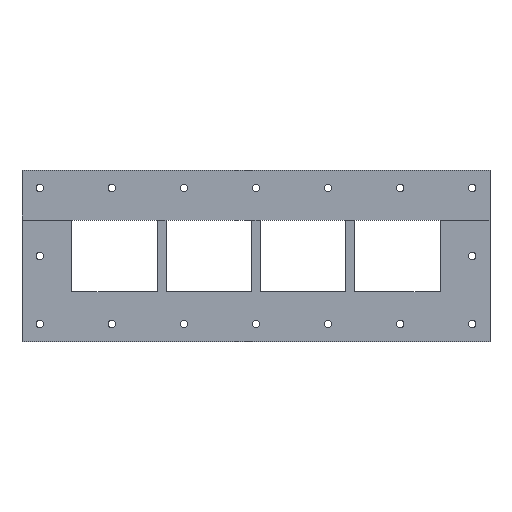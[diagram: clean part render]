
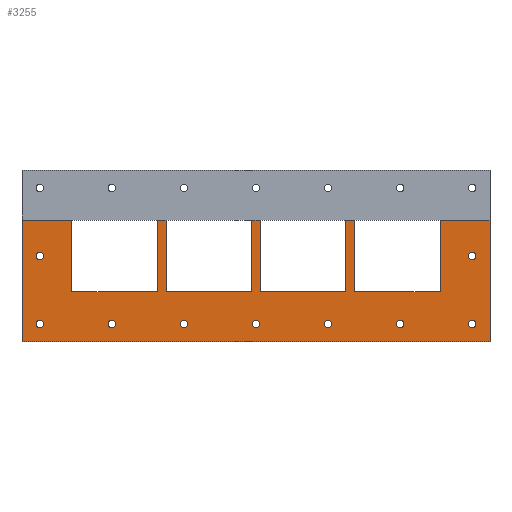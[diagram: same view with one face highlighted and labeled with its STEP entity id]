
A CAD part, top view. The second image highlights one B-rep face of the part: STEP entity #3255.
In plain terms, the highlighted planar face has unit normal (0, 0, 1).
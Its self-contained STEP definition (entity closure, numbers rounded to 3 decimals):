
#288=FACE_BOUND('',#779,.T.);
#289=FACE_BOUND('',#780,.T.);
#290=FACE_BOUND('',#781,.T.);
#291=FACE_BOUND('',#782,.T.);
#292=FACE_BOUND('',#783,.T.);
#293=FACE_BOUND('',#784,.T.);
#294=FACE_BOUND('',#785,.T.);
#295=FACE_BOUND('',#786,.T.);
#296=FACE_BOUND('',#787,.T.);
#418=CIRCLE('',#3690,5.25);
#419=CIRCLE('',#3691,5.25);
#420=CIRCLE('',#3692,5.25);
#421=CIRCLE('',#3693,5.25);
#422=CIRCLE('',#3694,5.25);
#423=CIRCLE('',#3695,5.25);
#424=CIRCLE('',#3696,5.25);
#425=CIRCLE('',#3697,5.25);
#426=CIRCLE('',#3698,5.25);
#582=FACE_OUTER_BOUND('',#778,.T.);
#778=EDGE_LOOP('',(#2434,#2435,#2436,#2437,#2438,#2439,#2440,#2441,#2442,
#2443,#2444,#2445,#2446,#2447,#2448,#2449,#2450,#2451,#2452,#2453));
#779=EDGE_LOOP('',(#2454));
#780=EDGE_LOOP('',(#2455));
#781=EDGE_LOOP('',(#2456));
#782=EDGE_LOOP('',(#2457));
#783=EDGE_LOOP('',(#2458));
#784=EDGE_LOOP('',(#2459));
#785=EDGE_LOOP('',(#2460));
#786=EDGE_LOOP('',(#2461));
#787=EDGE_LOOP('',(#2462));
#1065=LINE('',#5155,#1322);
#1070=LINE('',#5165,#1327);
#1073=LINE('',#5172,#1330);
#1096=LINE('',#5218,#1353);
#1097=LINE('',#5220,#1354);
#1098=LINE('',#5222,#1355);
#1099=LINE('',#5224,#1356);
#1100=LINE('',#5226,#1357);
#1101=LINE('',#5228,#1358);
#1102=LINE('',#5230,#1359);
#1103=LINE('',#5232,#1360);
#1104=LINE('',#5234,#1361);
#1105=LINE('',#5236,#1362);
#1106=LINE('',#5238,#1363);
#1107=LINE('',#5240,#1364);
#1108=LINE('',#5242,#1365);
#1109=LINE('',#5244,#1366);
#1110=LINE('',#5246,#1367);
#1111=LINE('',#5247,#1368);
#1112=LINE('',#5248,#1369);
#1322=VECTOR('',#4171,10.);
#1327=VECTOR('',#4178,10.);
#1330=VECTOR('',#4183,10.);
#1353=VECTOR('',#4214,10.);
#1354=VECTOR('',#4215,10.);
#1355=VECTOR('',#4216,10.);
#1356=VECTOR('',#4217,10.);
#1357=VECTOR('',#4218,10.);
#1358=VECTOR('',#4219,10.);
#1359=VECTOR('',#4220,10.);
#1360=VECTOR('',#4221,10.);
#1361=VECTOR('',#4222,10.);
#1362=VECTOR('',#4223,10.);
#1363=VECTOR('',#4224,10.);
#1364=VECTOR('',#4225,10.);
#1365=VECTOR('',#4226,10.);
#1366=VECTOR('',#4227,10.);
#1367=VECTOR('',#4228,10.);
#1368=VECTOR('',#4229,10.);
#1369=VECTOR('',#4230,10.);
#1591=VERTEX_POINT('',#5153);
#1592=VERTEX_POINT('',#5154);
#1595=VERTEX_POINT('',#5162);
#1596=VERTEX_POINT('',#5164);
#1598=VERTEX_POINT('',#5170);
#1599=VERTEX_POINT('',#5171);
#1619=VERTEX_POINT('',#5219);
#1620=VERTEX_POINT('',#5221);
#1621=VERTEX_POINT('',#5223);
#1622=VERTEX_POINT('',#5225);
#1623=VERTEX_POINT('',#5227);
#1624=VERTEX_POINT('',#5229);
#1625=VERTEX_POINT('',#5231);
#1626=VERTEX_POINT('',#5233);
#1627=VERTEX_POINT('',#5235);
#1628=VERTEX_POINT('',#5237);
#1629=VERTEX_POINT('',#5239);
#1630=VERTEX_POINT('',#5241);
#1631=VERTEX_POINT('',#5243);
#1632=VERTEX_POINT('',#5245);
#1633=VERTEX_POINT('',#5249);
#1634=VERTEX_POINT('',#5251);
#1635=VERTEX_POINT('',#5253);
#1636=VERTEX_POINT('',#5255);
#1637=VERTEX_POINT('',#5257);
#1638=VERTEX_POINT('',#5259);
#1639=VERTEX_POINT('',#5261);
#1640=VERTEX_POINT('',#5263);
#1641=VERTEX_POINT('',#5265);
#1901=EDGE_CURVE('',#1591,#1592,#1065,.T.);
#1906=EDGE_CURVE('',#1596,#1595,#1070,.T.);
#1909=EDGE_CURVE('',#1598,#1599,#1073,.T.);
#1934=EDGE_CURVE('',#1595,#1598,#1096,.T.);
#1935=EDGE_CURVE('',#1599,#1619,#1097,.T.);
#1936=EDGE_CURVE('',#1619,#1620,#1098,.T.);
#1937=EDGE_CURVE('',#1620,#1621,#1099,.T.);
#1938=EDGE_CURVE('',#1621,#1622,#1100,.T.);
#1939=EDGE_CURVE('',#1622,#1623,#1101,.T.);
#1940=EDGE_CURVE('',#1623,#1624,#1102,.T.);
#1941=EDGE_CURVE('',#1624,#1625,#1103,.T.);
#1942=EDGE_CURVE('',#1625,#1626,#1104,.T.);
#1943=EDGE_CURVE('',#1626,#1627,#1105,.T.);
#1944=EDGE_CURVE('',#1627,#1628,#1106,.T.);
#1945=EDGE_CURVE('',#1628,#1629,#1107,.T.);
#1946=EDGE_CURVE('',#1629,#1630,#1108,.T.);
#1947=EDGE_CURVE('',#1630,#1631,#1109,.T.);
#1948=EDGE_CURVE('',#1631,#1632,#1110,.T.);
#1949=EDGE_CURVE('',#1632,#1591,#1111,.T.);
#1950=EDGE_CURVE('',#1592,#1596,#1112,.T.);
#1951=EDGE_CURVE('',#1633,#1633,#418,.T.);
#1952=EDGE_CURVE('',#1634,#1634,#419,.T.);
#1953=EDGE_CURVE('',#1635,#1635,#420,.T.);
#1954=EDGE_CURVE('',#1636,#1636,#421,.T.);
#1955=EDGE_CURVE('',#1637,#1637,#422,.T.);
#1956=EDGE_CURVE('',#1638,#1638,#423,.T.);
#1957=EDGE_CURVE('',#1639,#1639,#424,.T.);
#1958=EDGE_CURVE('',#1640,#1640,#425,.T.);
#1959=EDGE_CURVE('',#1641,#1641,#426,.T.);
#2434=ORIENTED_EDGE('',*,*,#1906,.T.);
#2435=ORIENTED_EDGE('',*,*,#1934,.T.);
#2436=ORIENTED_EDGE('',*,*,#1909,.T.);
#2437=ORIENTED_EDGE('',*,*,#1935,.T.);
#2438=ORIENTED_EDGE('',*,*,#1936,.T.);
#2439=ORIENTED_EDGE('',*,*,#1937,.T.);
#2440=ORIENTED_EDGE('',*,*,#1938,.T.);
#2441=ORIENTED_EDGE('',*,*,#1939,.T.);
#2442=ORIENTED_EDGE('',*,*,#1940,.T.);
#2443=ORIENTED_EDGE('',*,*,#1941,.T.);
#2444=ORIENTED_EDGE('',*,*,#1942,.T.);
#2445=ORIENTED_EDGE('',*,*,#1943,.T.);
#2446=ORIENTED_EDGE('',*,*,#1944,.T.);
#2447=ORIENTED_EDGE('',*,*,#1945,.T.);
#2448=ORIENTED_EDGE('',*,*,#1946,.T.);
#2449=ORIENTED_EDGE('',*,*,#1947,.T.);
#2450=ORIENTED_EDGE('',*,*,#1948,.T.);
#2451=ORIENTED_EDGE('',*,*,#1949,.T.);
#2452=ORIENTED_EDGE('',*,*,#1901,.T.);
#2453=ORIENTED_EDGE('',*,*,#1950,.T.);
#2454=ORIENTED_EDGE('',*,*,#1951,.T.);
#2455=ORIENTED_EDGE('',*,*,#1952,.T.);
#2456=ORIENTED_EDGE('',*,*,#1953,.T.);
#2457=ORIENTED_EDGE('',*,*,#1954,.T.);
#2458=ORIENTED_EDGE('',*,*,#1955,.T.);
#2459=ORIENTED_EDGE('',*,*,#1956,.T.);
#2460=ORIENTED_EDGE('',*,*,#1957,.T.);
#2461=ORIENTED_EDGE('',*,*,#1958,.T.);
#2462=ORIENTED_EDGE('',*,*,#1959,.T.);
#3143=PLANE('',#3689);
#3255=ADVANCED_FACE('',(#582,#288,#289,#290,#291,#292,#293,#294,#295,#296),
#3143,.T.);
#3689=AXIS2_PLACEMENT_3D('',#5217,#4212,#4213);
#3690=AXIS2_PLACEMENT_3D('',#5250,#4231,#4232);
#3691=AXIS2_PLACEMENT_3D('',#5252,#4233,#4234);
#3692=AXIS2_PLACEMENT_3D('',#5254,#4235,#4236);
#3693=AXIS2_PLACEMENT_3D('',#5256,#4237,#4238);
#3694=AXIS2_PLACEMENT_3D('',#5258,#4239,#4240);
#3695=AXIS2_PLACEMENT_3D('',#5260,#4241,#4242);
#3696=AXIS2_PLACEMENT_3D('',#5262,#4243,#4244);
#3697=AXIS2_PLACEMENT_3D('',#5264,#4245,#4246);
#3698=AXIS2_PLACEMENT_3D('',#5266,#4247,#4248);
#4171=DIRECTION('',(0.,1.,0.));
#4178=DIRECTION('',(0.,-1.,0.));
#4183=DIRECTION('',(0.,1.,0.));
#4212=DIRECTION('center_axis',(0.,0.,1.));
#4213=DIRECTION('ref_axis',(1.,0.,0.));
#4214=DIRECTION('',(1.,0.,0.));
#4215=DIRECTION('',(-1.,0.,0.));
#4216=DIRECTION('',(0.,-1.,0.));
#4217=DIRECTION('',(-1.,0.,0.));
#4218=DIRECTION('',(0.,1.,0.));
#4219=DIRECTION('',(-1.,0.,0.));
#4220=DIRECTION('',(0.,-1.,0.));
#4221=DIRECTION('',(-1.,0.,0.));
#4222=DIRECTION('',(0.,1.,0.));
#4223=DIRECTION('',(-1.,0.,0.));
#4224=DIRECTION('',(0.,-1.,0.));
#4225=DIRECTION('',(-1.,0.,0.));
#4226=DIRECTION('',(0.,1.,0.));
#4227=DIRECTION('',(-1.,0.,0.));
#4228=DIRECTION('',(0.,-1.,0.));
#4229=DIRECTION('',(-1.,0.,0.));
#4230=DIRECTION('',(-1.,0.,0.));
#4231=DIRECTION('center_axis',(0.,0.,-1.));
#4232=DIRECTION('ref_axis',(1.,0.,0.));
#4233=DIRECTION('center_axis',(0.,0.,-1.));
#4234=DIRECTION('ref_axis',(1.,0.,0.));
#4235=DIRECTION('center_axis',(0.,0.,-1.));
#4236=DIRECTION('ref_axis',(1.,0.,0.));
#4237=DIRECTION('center_axis',(0.,0.,-1.));
#4238=DIRECTION('ref_axis',(1.,0.,0.));
#4239=DIRECTION('center_axis',(0.,0.,-1.));
#4240=DIRECTION('ref_axis',(1.,0.,0.));
#4241=DIRECTION('center_axis',(0.,0.,-1.));
#4242=DIRECTION('ref_axis',(1.,0.,0.));
#4243=DIRECTION('center_axis',(0.,0.,-1.));
#4244=DIRECTION('ref_axis',(1.,0.,0.));
#4245=DIRECTION('center_axis',(0.,0.,-1.));
#4246=DIRECTION('ref_axis',(1.,0.,0.));
#4247=DIRECTION('center_axis',(0.,0.,-1.));
#4248=DIRECTION('ref_axis',(1.,0.,0.));
#5153=CARTESIAN_POINT('',(-259.,-50.5,0.));
#5154=CARTESIAN_POINT('',(-259.,50.,0.));
#5155=CARTESIAN_POINT('',(-259.,-25.25,0.));
#5162=CARTESIAN_POINT('',(-329.,-120.5,0.));
#5164=CARTESIAN_POINT('',(-329.,50.,0.));
#5165=CARTESIAN_POINT('',(-329.,120.5,0.));
#5170=CARTESIAN_POINT('',(329.,-120.5,0.));
#5171=CARTESIAN_POINT('',(329.,50.,0.));
#5172=CARTESIAN_POINT('',(329.,-120.5,0.));
#5217=CARTESIAN_POINT('Origin',(0.,0.,0.));
#5218=CARTESIAN_POINT('',(-329.,-120.5,0.));
#5219=CARTESIAN_POINT('',(259.,50.,0.));
#5220=CARTESIAN_POINT('',(164.5,50.,0.));
#5221=CARTESIAN_POINT('',(259.,-50.5,0.));
#5222=CARTESIAN_POINT('',(259.,25.25,0.));
#5223=CARTESIAN_POINT('',(138.5,-50.5,0.));
#5224=CARTESIAN_POINT('',(129.5,-50.5,0.));
#5225=CARTESIAN_POINT('',(138.5,50.,0.));
#5226=CARTESIAN_POINT('',(138.5,-25.25,0.));
#5227=CARTESIAN_POINT('',(126.5,50.,0.));
#5228=CARTESIAN_POINT('',(164.5,50.,0.));
#5229=CARTESIAN_POINT('',(126.5,-50.5,0.));
#5230=CARTESIAN_POINT('',(126.5,25.25,0.));
#5231=CARTESIAN_POINT('',(6.,-50.5,0.));
#5232=CARTESIAN_POINT('',(63.25,-50.5,0.));
#5233=CARTESIAN_POINT('',(6.,50.,0.));
#5234=CARTESIAN_POINT('',(6.,-25.25,0.));
#5235=CARTESIAN_POINT('',(-6.,50.,0.));
#5236=CARTESIAN_POINT('',(164.5,50.,0.));
#5237=CARTESIAN_POINT('',(-6.,-50.5,0.));
#5238=CARTESIAN_POINT('',(-6.,25.25,0.));
#5239=CARTESIAN_POINT('',(-126.5,-50.5,0.));
#5240=CARTESIAN_POINT('',(-3.,-50.5,0.));
#5241=CARTESIAN_POINT('',(-126.5,50.,0.));
#5242=CARTESIAN_POINT('',(-126.5,-25.25,0.));
#5243=CARTESIAN_POINT('',(-138.5,50.,0.));
#5244=CARTESIAN_POINT('',(164.5,50.,0.));
#5245=CARTESIAN_POINT('',(-138.5,-50.5,0.));
#5246=CARTESIAN_POINT('',(-138.5,25.25,0.));
#5247=CARTESIAN_POINT('',(-69.25,-50.5,0.));
#5248=CARTESIAN_POINT('',(164.5,50.,0.));
#5249=CARTESIAN_POINT('',(-309.25,-95.5,0.));
#5250=CARTESIAN_POINT('Origin',(-304.,-95.5,0.));
#5251=CARTESIAN_POINT('',(-309.25,0.,0.));
#5252=CARTESIAN_POINT('Origin',(-304.,0.,0.));
#5253=CARTESIAN_POINT('',(-207.917,-95.5,0.));
#5254=CARTESIAN_POINT('Origin',(-202.667,-95.5,0.));
#5255=CARTESIAN_POINT('',(-106.583,-95.5,0.));
#5256=CARTESIAN_POINT('Origin',(-101.333,-95.5,0.));
#5257=CARTESIAN_POINT('',(-5.25,-95.5,0.));
#5258=CARTESIAN_POINT('Origin',(0.,-95.5,
0.));
#5259=CARTESIAN_POINT('',(96.083,-95.5,0.));
#5260=CARTESIAN_POINT('Origin',(101.333,-95.5,0.));
#5261=CARTESIAN_POINT('',(197.417,-95.5,0.));
#5262=CARTESIAN_POINT('Origin',(202.667,-95.5,0.));
#5263=CARTESIAN_POINT('',(298.75,-95.5,0.));
#5264=CARTESIAN_POINT('Origin',(304.,-95.5,0.));
#5265=CARTESIAN_POINT('',(298.75,0.,0.));
#5266=CARTESIAN_POINT('Origin',(304.,0.,0.));
